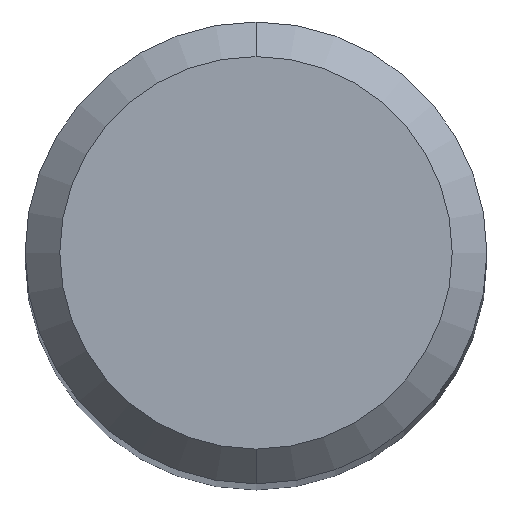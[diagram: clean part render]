
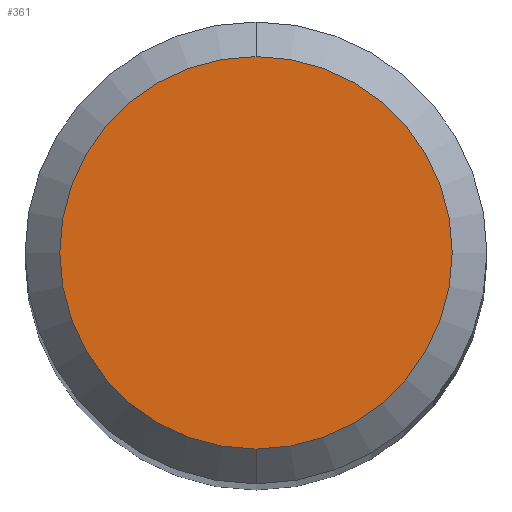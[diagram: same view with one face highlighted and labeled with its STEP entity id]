
A CAD part, top view. The second image highlights one B-rep face of the part: STEP entity #361.
In plain terms, the highlighted planar face has unit normal (0, 0, 1).
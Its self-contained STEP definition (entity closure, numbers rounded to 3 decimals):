
#171=VERTEX_POINT('',#454);
#201=EDGE_CURVE('',#171,#319,#486,.T.);
#319=VERTEX_POINT('',#618);
#361=ADVANCED_FACE('',(#663),#664,.T.);
#389=EDGE_CURVE('',#319,#171,#694,.T.);
#454=CARTESIAN_POINT('',(0.0,1.7,0.0));
#486=CIRCLE('',#814,1.7);
#618=CARTESIAN_POINT('',(0.,-1.7,0.0));
#663=FACE_OUTER_BOUND('',#1197,.T.);
#664=PLANE('',#1198);
#694=CIRCLE('',#1291,1.7);
#814=AXIS2_PLACEMENT_3D('',#1387,#1388,#1389);
#1197=EDGE_LOOP('',(#1589,#1590));
#1198=AXIS2_PLACEMENT_3D('',#1591,#1592,#1593);
#1291=AXIS2_PLACEMENT_3D('',#1616,#1617,#1618);
#1387=CARTESIAN_POINT('',(0.0,0.0,0.0));
#1388=DIRECTION('',(0.0,0.0,-1.0));
#1389=DIRECTION('',(0.0,1.0,0.0));
#1589=ORIENTED_EDGE('',*,*,#201,.F.);
#1590=ORIENTED_EDGE('',*,*,#389,.F.);
#1591=CARTESIAN_POINT('',(0.0,0.85,0.0));
#1592=DIRECTION('',(-0.0,0.0,1.0));
#1593=DIRECTION('',(0.0,-1.0,0.0));
#1616=CARTESIAN_POINT('',(0.0,0.0,0.0));
#1617=DIRECTION('',(0.0,0.0,-1.0));
#1618=DIRECTION('',(0.0,1.0,0.0));
